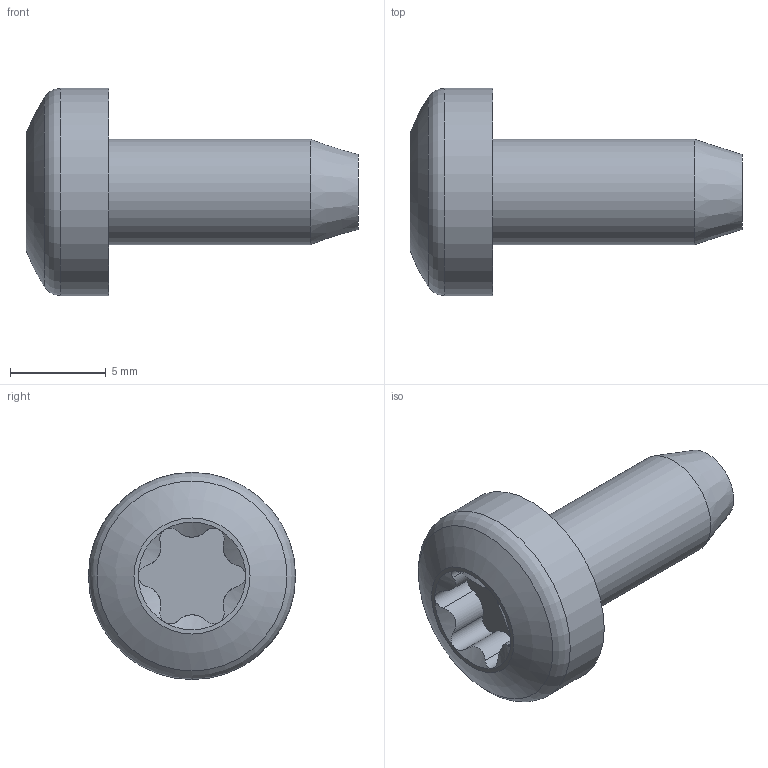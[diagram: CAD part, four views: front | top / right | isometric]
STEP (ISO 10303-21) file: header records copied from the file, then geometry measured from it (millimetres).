
FILE_DESCRIPTION(/* description */ ('STEP AP203'),/* implementation_level */ '2;1');
FILE_NAME(/* name */ '2486.600',/* time_stamp */ '2022-08-05T09:05:47+02:00',/* author */ ('License CC BY-ND 4.0'),/* organization */ ('CADENAS'),/* preprocessor_version */ 'ST-DEVELOPER v18.102',/* originating_system */ 'PARTsolutions',/* authorisation */ ' ');
FILE_SCHEMA (('CONFIG_CONTROL_DESIGN'));
Length unit declared in the file: millimetre
Products named in the file (1): 2486.600
Bounding box: 17.3 x 10.8 x 10.8 mm (x, y, z)
Volume: 602.3 mm3; surface area: 541.9 mm2
Topology: 1 solids, 1 shells, 27 faces, 67 edges, 44 vertices
Faces by surface type: cylinder 14, cone 7, plane 4, sphere 1, torus 1
Full cylindrical faces by diameter (mm): 5.5 x1, 10.8 x1
Entity records: 846 total; most frequent: CARTESIAN_POINT 215, ORIENTED_EDGE 124, DIRECTION 118, EDGE_CURVE 62, AXIS2_PLACEMENT_3D 53, VERTEX_POINT 44, EDGE_LOOP 34, FACE_BOUND 34
